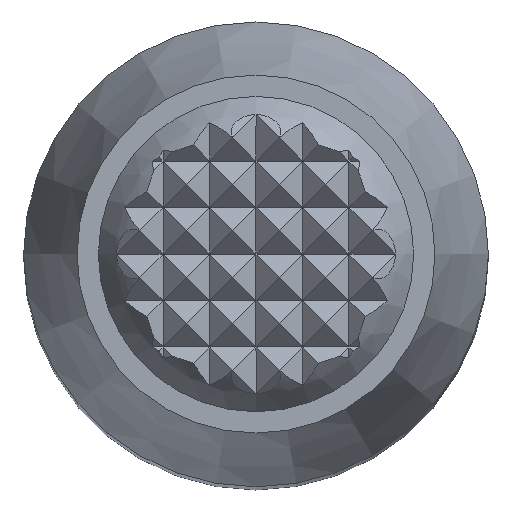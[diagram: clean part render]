
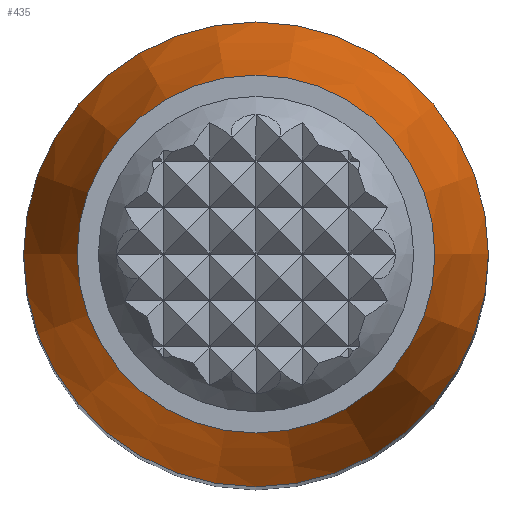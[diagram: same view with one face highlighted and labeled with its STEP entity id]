
A CAD part, top view. The second image highlights one B-rep face of the part: STEP entity #435.
In plain terms, the highlighted conical face has half-angle 15.55 degrees and reference radius 10 mm.
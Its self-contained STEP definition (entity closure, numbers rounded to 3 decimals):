
#435 = ADVANCED_FACE( '', ( #883, #884 ), #885, .T. );
#883 = FACE_BOUND( '', #1338, .T. );
#884 = FACE_OUTER_BOUND( '', #1339, .T. );
#885 = CONICAL_SURFACE( '', #1340, 10., 0.271 );
#1338 = EDGE_LOOP( '', ( #2372 ) );
#1339 = EDGE_LOOP( '', ( #2373 ) );
#1340 = AXIS2_PLACEMENT_3D( '', #2374, #2375, #2376 );
#2372 = ORIENTED_EDGE( '', *, *, #2682, .T. );
#2373 = ORIENTED_EDGE( '', *, *, #2860, .F. );
#2374 = CARTESIAN_POINT( '', ( 0., 0., 79.434 ) );
#2375 = DIRECTION( '', ( 0., 0., -1. ) );
#2376 = DIRECTION( '', ( -1., 0., 0. ) );
#2682 = EDGE_CURVE( '', #3173, #3173, #3174, .T. );
#2860 = EDGE_CURVE( '', #3369, #3369, #3370, .T. );
#3173 = VERTEX_POINT( '', #3804 );
#3174 = CIRCLE( '', #3805, 7.7 );
#3369 = VERTEX_POINT( '', #4071 );
#3370 = CIRCLE( '', #4072, 10. );
#3804 = CARTESIAN_POINT( '', ( -7.7, 0., 87.7 ) );
#3805 = AXIS2_PLACEMENT_3D( '', #4289, #4290, #4291 );
#4071 = CARTESIAN_POINT( '', ( -10., 0., 79.434 ) );
#4072 = AXIS2_PLACEMENT_3D( '', #4453, #4454, #4455 );
#4289 = CARTESIAN_POINT( '', ( 0., 0., 87.7 ) );
#4290 = DIRECTION( '', ( 0., 0., -1. ) );
#4291 = DIRECTION( '', ( -1., 0., 0. ) );
#4453 = CARTESIAN_POINT( '', ( 0., 0., 79.434 ) );
#4454 = DIRECTION( '', ( 0., 0., -1. ) );
#4455 = DIRECTION( '', ( -1., 0., 0. ) );
